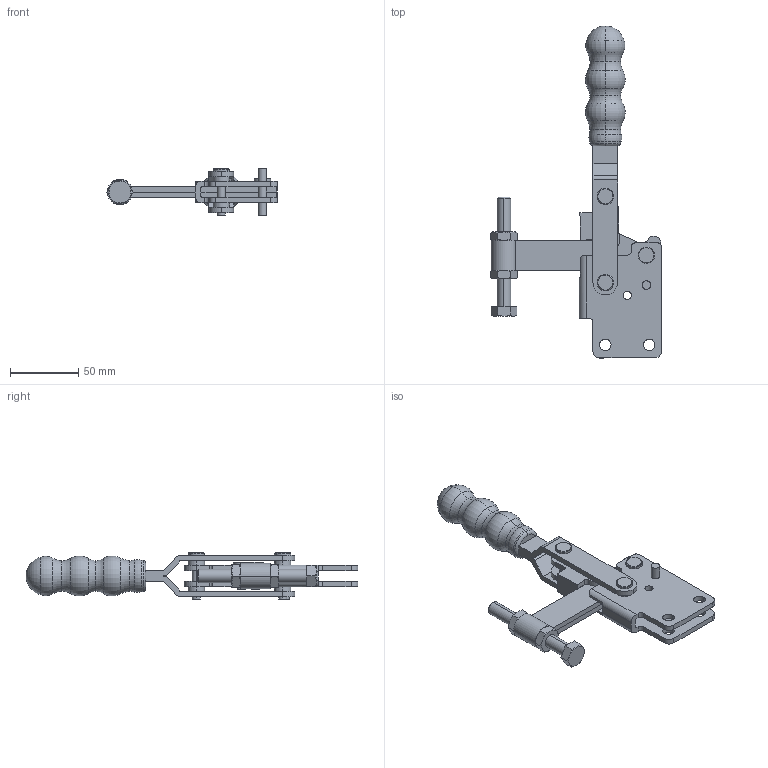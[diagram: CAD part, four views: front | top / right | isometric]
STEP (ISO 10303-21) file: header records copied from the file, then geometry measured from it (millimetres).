
FILE_DESCRIPTION (( 'STEP AP214' ), '1' );
FILE_NAME ('GH-13501-C(Â²¤Æ)-1.STEP', '2020-03-20T09:05:08', ( 'LinWei' ), ( '' ), 'SwSTEP 2.0', 'SolidWorks 2016', '' );
FILE_SCHEMA (( 'AUTOMOTIVE_DESIGN' ));
Length unit declared in the file: millimetre
Products named in the file (6): Group2^GH-13501-C(簡化)-1; Group4^GH-13501-B(簡化)-1; Group6^GH-13501-C(簡化)-1; Group1^GH-13501-C(簡化)-1; GH-13501-C(簡化)-1; GH-SA-108015-1^GH-13501-C(簡化)-1
Assembly tree (5 placements, depth 2):
  GH-13501-C(簡化)-1
    Group6^GH-13501-C(簡化)-1
    GH-SA-108015-1^GH-13501-C(簡化)-1
    Group1^GH-13501-C(簡化)-1
    Group2^GH-13501-C(簡化)-1
    Group4^GH-13501-B(簡化)-1
Bounding box: 124.81 x 242.4 x 35 mm (x, y, z)
Volume: 134739.7 mm3; surface area: 60990.4 mm2
Topology: 4 solids, 5 shells, 304 faces, 740 edges, 461 vertices
Faces by surface type: cylinder 125, plane 103, cone 52, torus 24
Entity records: 10154 total; most frequent: CARTESIAN_POINT 1936, DIRECTION 1636, ORIENTED_EDGE 1476, EDGE_CURVE 738, AXIS2_PLACEMENT_3D 657, VERTEX_POINT 461, EDGE_LOOP 355, CIRCLE 344
